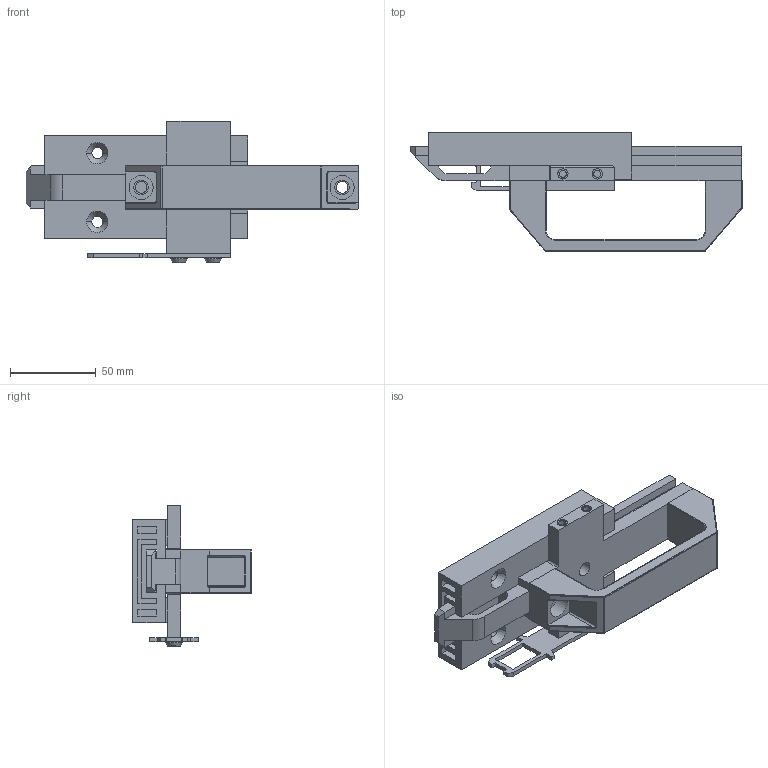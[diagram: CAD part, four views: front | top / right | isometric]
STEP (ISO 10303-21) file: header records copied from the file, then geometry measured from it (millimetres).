
FILE_DESCRIPTION((''),'2;1');
FILE_NAME('EUCHNER_098_121_CRAMOHB9ANQ4GL6','2011-11-04T',('dhelisch'),(''),'PRO/ENGINEER BY PARAMETRIC TECHNOLOGY CORPORATION, 2007250','PRO/ENGINEER BY PARAMETRIC TECHNOLOGY CORPORATION, 2007250','');
FILE_SCHEMA(('CONFIG_CONTROL_DESIGN'));
Length unit declared in the file: millimetre
Products named in the file (1): EUCHNER_098_121_CRAMOHB9ANQ4GL6
Bounding box: 193.25 x 69 x 82.3 mm (x, y, z)
Volume: 202465.9 mm3; surface area: 69127 mm2
Topology: 1 solids, 5 shells, 408 faces, 1074 edges, 692 vertices
Faces by surface type: plane 238, cylinder 135, extrusion 15, cone 8, bspline 8, torus 4
Entity records: 16673 total; most frequent: CARTESIAN_POINT 3156, ORIENTED_EDGE 2148, DIRECTION 2057, PRESENTATION_STYLE_ASSIGNMENT 1075, STYLED_ITEM 1075, CURVE_STYLE 1074, EDGE_CURVE 1074, VECTOR 763
